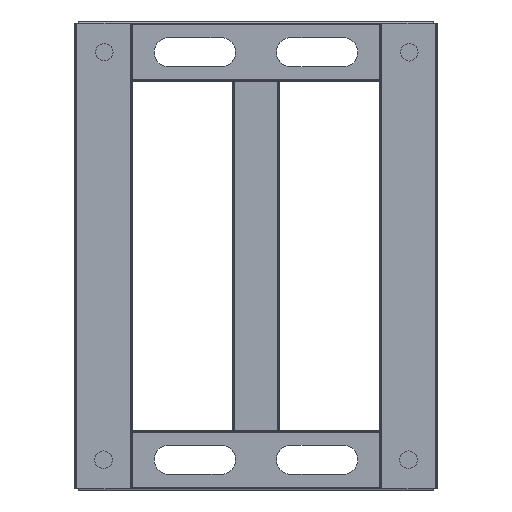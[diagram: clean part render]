
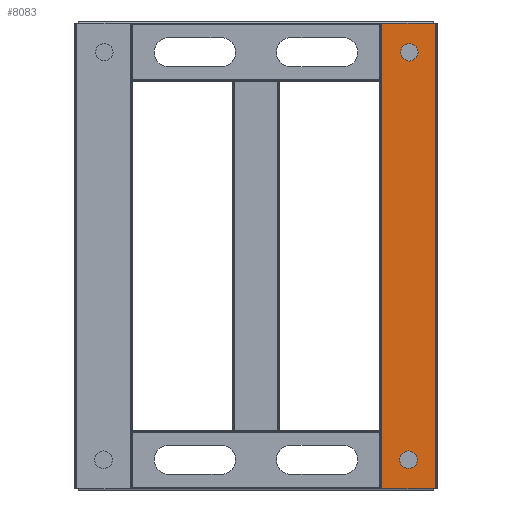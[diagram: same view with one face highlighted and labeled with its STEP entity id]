
A CAD part, front view. The second image highlights one B-rep face of the part: STEP entity #8083.
In plain terms, the highlighted planar face has unit normal (0, -1, 0).
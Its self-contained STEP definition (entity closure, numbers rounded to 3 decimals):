
#401 = ORIENTED_EDGE ( 'NONE', *, *, #18587, .F. ) ;
#511 = CARTESIAN_POINT ( 'NONE',  ( 257.924, -615.76, -759.707 ) ) ;
#1412 = LINE ( 'NONE', #78646, #23751 ) ;
#1929 = CARTESIAN_POINT ( 'NONE',  ( 252.305, -615.76, -750.024 ) ) ;
#2949 = DIRECTION ( 'NONE',  ( 0.502, 0., -0.865 ) ) ;
#3216 = CARTESIAN_POINT ( 'NONE',  ( 257.882, -615.76, -40.317 ) ) ;
#3480 = CARTESIAN_POINT ( 'NONE',  ( 308., -615.76, 0. ) ) ;
#3529 = VECTOR ( 'NONE', #73195, 1000. ) ;
#4768 = CARTESIAN_POINT ( 'NONE',  ( 608.661, -615.76, -625.545 ) ) ;
#4907 = DIRECTION ( 'NONE',  ( -1., 0., -0.002 ) ) ;
#5422 = DIRECTION ( 'NONE',  ( -1., 0., -0.002 ) ) ;
#7727 = VECTOR ( 'NONE', #5422, 1000. ) ;
#7832 = VECTOR ( 'NONE', #89292, 1000. ) ;
#8083 = ADVANCED_FACE ( 'NONE', ( #43865, #86014, #63595 ), #86635, .T. ) ;
#8622 = ORIENTED_EDGE ( 'NONE', *, *, #101877, .T. ) ;
#8656 = VERTEX_POINT ( 'NONE', #1929 ) ;
#8757 = VECTOR ( 'NONE', #4907, 1000. ) ;
#9673 = LINE ( 'NONE', #21602, #26743 ) ;
#10344 = ORIENTED_EDGE ( 'NONE', *, *, #49511, .F. ) ;
#10498 = DIRECTION ( 'NONE',  ( 1., 0., 0.002 ) ) ;
#12548 = ORIENTED_EDGE ( 'NONE', *, *, #18209, .F. ) ;
#13812 = CARTESIAN_POINT ( 'NONE',  ( 216., -615.76, -800. ) ) ;
#13912 = AXIS2_PLACEMENT_3D ( 'NONE', #61543, #19666, #78494 ) ;
#14380 = CARTESIAN_POINT ( 'NONE',  ( 308., -615.76, 0. ) ) ;
#15376 = VERTEX_POINT ( 'NONE', #104574 ) ;
#16726 = VECTOR ( 'NONE', #82929, 1000. ) ;
#17630 = CARTESIAN_POINT ( 'NONE',  ( 257.882, -615.76, -740.317 ) ) ;
#18209 = EDGE_CURVE ( 'NONE', #95050, #106775, #72132, .T. ) ;
#18247 = EDGE_LOOP ( 'NONE', ( #51078, #74470, #50178, #8622 ) ) ;
#18587 = EDGE_CURVE ( 'NONE', #65281, #50015, #54609, .T. ) ;
#19666 = DIRECTION ( 'NONE',  ( 0., -1., 0. ) ) ;
#21602 = CARTESIAN_POINT ( 'NONE',  ( -57.81, -615.76, -589.852 ) ) ;
#22255 = DIRECTION ( 'NONE',  ( 0., 0., 1. ) ) ;
#23314 = CARTESIAN_POINT ( 'NONE',  ( 288.027, -615.76, -811.589 ) ) ;
#23751 = VECTOR ( 'NONE', #2949, 1000. ) ;
#24406 = ORIENTED_EDGE ( 'NONE', *, *, #77560, .F. ) ;
#24496 = VERTEX_POINT ( 'NONE', #3216 ) ;
#25657 = VERTEX_POINT ( 'NONE', #65952 ) ;
#26268 = CARTESIAN_POINT ( 'NONE',  ( 308., -615.76, -800. ) ) ;
#26743 = VECTOR ( 'NONE', #97422, 1000. ) ;
#28229 = ORIENTED_EDGE ( 'NONE', *, *, #95501, .F. ) ;
#30402 = CARTESIAN_POINT ( 'NONE',  ( 261.352, -615.76, -773.202 ) ) ;
#31775 = DIRECTION ( 'NONE',  ( 0.502, 0., -0.865 ) ) ;
#32260 = VECTOR ( 'NONE', #34723, 1000. ) ;
#32553 = VECTOR ( 'NONE', #22255, 1000. ) ;
#34723 = DIRECTION ( 'NONE',  ( 0., 0., 1. ) ) ;
#35305 = LINE ( 'NONE', #4768, #94598 ) ;
#36666 = VECTOR ( 'NONE', #101635, 1000. ) ;
#38587 = VECTOR ( 'NONE', #95887, 1000. ) ;
#40086 = VECTOR ( 'NONE', #81869, 1000. ) ;
#42338 = CARTESIAN_POINT ( 'NONE',  ( 269.076, -615.76, -40.293 ) ) ;
#42709 = LINE ( 'NONE', #73384, #40086 ) ;
#43095 = EDGE_CURVE ( 'NONE', #51556, #95446, #35305, .T. ) ;
#43865 = FACE_BOUND ( 'NONE', #103724, .T. ) ;
#45620 = ORIENTED_EDGE ( 'NONE', *, *, #53339, .F. ) ;
#46153 = CARTESIAN_POINT ( 'NONE',  ( 252.305, -615.76, -50.024 ) ) ;
#46991 = EDGE_CURVE ( 'NONE', #69956, #25657, #67933, .T. ) ;
#49511 = EDGE_CURVE ( 'NONE', #24496, #69528, #9673, .T. ) ;
#50015 = VERTEX_POINT ( 'NONE', #61529 ) ;
#50178 = ORIENTED_EDGE ( 'NONE', *, *, #64000, .F. ) ;
#50420 = EDGE_CURVE ( 'NONE', #91472, #25657, #94491, .T. ) ;
#50680 = CARTESIAN_POINT ( 'NONE',  ( -40.998, -615.76, -599.511 ) ) ;
#51021 = DIRECTION ( 'NONE',  ( 0.498, 0., 0.867 ) ) ;
#51078 = ORIENTED_EDGE ( 'NONE', *, *, #46991, .T. ) ;
#51170 = VERTEX_POINT ( 'NONE', #82768 ) ;
#51556 = VERTEX_POINT ( 'NONE', #54729 ) ;
#53339 = EDGE_CURVE ( 'NONE', #8656, #65281, #66012, .T. ) ;
#54609 = LINE ( 'NONE', #94756, #74302 ) ;
#54641 = LINE ( 'NONE', #26268, #32260 ) ;
#54729 = CARTESIAN_POINT ( 'NONE',  ( 274.695, -615.76, -49.976 ) ) ;
#55098 = DIRECTION ( 'NONE',  ( -0.502, 0., 0.865 ) ) ;
#57370 = ORIENTED_EDGE ( 'NONE', *, *, #74433, .F. ) ;
#58997 = LINE ( 'NONE', #84672, #36666 ) ;
#60921 = LINE ( 'NONE', #104008, #38587 ) ;
#61529 = CARTESIAN_POINT ( 'NONE',  ( 269.118, -615.76, -759.683 ) ) ;
#61543 = CARTESIAN_POINT ( 'NONE',  ( 308., -615.76, -800. ) ) ;
#63275 = VECTOR ( 'NONE', #51021, 1000. ) ;
#63595 = FACE_OUTER_BOUND ( 'NONE', #18247, .T. ) ;
#64000 = EDGE_CURVE ( 'NONE', #78393, #91472, #83881, .T. ) ;
#65281 = VERTEX_POINT ( 'NONE', #511 ) ;
#65952 = CARTESIAN_POINT ( 'NONE',  ( 216., -615.76, 0. ) ) ;
#66012 = LINE ( 'NONE', #23314, #105626 ) ;
#66975 = LINE ( 'NONE', #30402, #7832 ) ;
#67336 = EDGE_CURVE ( 'NONE', #51170, #51556, #108101, .T. ) ;
#67933 = LINE ( 'NONE', #14380, #3529 ) ;
#67977 = VERTEX_POINT ( 'NONE', #102091 ) ;
#69432 = ORIENTED_EDGE ( 'NONE', *, *, #72803, .F. ) ;
#69528 = VERTEX_POINT ( 'NONE', #46153 ) ;
#69956 = VERTEX_POINT ( 'NONE', #3480 ) ;
#72132 = LINE ( 'NONE', #106251, #7727 ) ;
#72803 = EDGE_CURVE ( 'NONE', #50015, #15376, #66975, .T. ) ;
#73195 = DIRECTION ( 'NONE',  ( -1., 0., 0. ) ) ;
#73384 = CARTESIAN_POINT ( 'NONE',  ( 304.798, -615.76, -801.858 ) ) ;
#74057 = CARTESIAN_POINT ( 'NONE',  ( 216., -615.76, -800. ) ) ;
#74302 = VECTOR ( 'NONE', #10498, 1000. ) ;
#74433 = EDGE_CURVE ( 'NONE', #15376, #95050, #42709, .T. ) ;
#74434 = CARTESIAN_POINT ( 'NONE',  ( 308., -615.76, -800. ) ) ;
#74470 = ORIENTED_EDGE ( 'NONE', *, *, #50420, .F. ) ;
#77053 = EDGE_LOOP ( 'NONE', ( #104046, #28229, #83256, #10344, #24406, #102694 ) ) ;
#77560 = EDGE_CURVE ( 'NONE', #95446, #24496, #100943, .T. ) ;
#78393 = VERTEX_POINT ( 'NONE', #101907 ) ;
#78494 = DIRECTION ( 'NONE',  ( 0., 0., -1. ) ) ;
#78646 = CARTESIAN_POINT ( 'NONE',  ( 591.89, -615.76, -635.277 ) ) ;
#81869 = DIRECTION ( 'NONE',  ( -0.502, 0., 0.865 ) ) ;
#82768 = CARTESIAN_POINT ( 'NONE',  ( 269.118, -615.76, -59.683 ) ) ;
#82929 = DIRECTION ( 'NONE',  ( -1., 0., 0. ) ) ;
#83256 = ORIENTED_EDGE ( 'NONE', *, *, #105186, .F. ) ;
#83881 = LINE ( 'NONE', #74434, #16726 ) ;
#84672 = CARTESIAN_POINT ( 'NONE',  ( 306.399, -615.76, -59.602 ) ) ;
#86014 = FACE_BOUND ( 'NONE', #77053, .T. ) ;
#86635 = PLANE ( 'NONE',  #13912 ) ;
#89292 = DIRECTION ( 'NONE',  ( 0.498, 0., 0.867 ) ) ;
#91472 = VERTEX_POINT ( 'NONE', #74057 ) ;
#94491 = LINE ( 'NONE', #13812, #32553 ) ;
#94598 = VECTOR ( 'NONE', #55098, 1000. ) ;
#94756 = CARTESIAN_POINT ( 'NONE',  ( 307.913, -615.76, -759.599 ) ) ;
#95050 = VERTEX_POINT ( 'NONE', #95104 ) ;
#95104 = CARTESIAN_POINT ( 'NONE',  ( 269.076, -615.76, -740.293 ) ) ;
#95446 = VERTEX_POINT ( 'NONE', #42338 ) ;
#95501 = EDGE_CURVE ( 'NONE', #67977, #51170, #58997, .T. ) ;
#95887 = DIRECTION ( 'NONE',  ( -0.498, 0., -0.867 ) ) ;
#97422 = DIRECTION ( 'NONE',  ( -0.498, 0., -0.867 ) ) ;
#98414 = EDGE_CURVE ( 'NONE', #106775, #8656, #60921, .T. ) ;
#100943 = LINE ( 'NONE', #105750, #8757 ) ;
#101635 = DIRECTION ( 'NONE',  ( 1., 0., 0.002 ) ) ;
#101877 = EDGE_CURVE ( 'NONE', #78393, #69956, #54641, .T. ) ;
#101907 = CARTESIAN_POINT ( 'NONE',  ( 308., -615.76, -800. ) ) ;
#102091 = CARTESIAN_POINT ( 'NONE',  ( 257.924, -615.76, -59.707 ) ) ;
#102567 = ORIENTED_EDGE ( 'NONE', *, *, #98414, .F. ) ;
#102694 = ORIENTED_EDGE ( 'NONE', *, *, #43095, .F. ) ;
#103724 = EDGE_LOOP ( 'NONE', ( #69432, #401, #45620, #102567, #12548, #57370 ) ) ;
#104008 = CARTESIAN_POINT ( 'NONE',  ( 244.539, -615.76, -763.543 ) ) ;
#104046 = ORIENTED_EDGE ( 'NONE', *, *, #67336, .F. ) ;
#104574 = CARTESIAN_POINT ( 'NONE',  ( 274.695, -615.76, -749.976 ) ) ;
#105186 = EDGE_CURVE ( 'NONE', #69528, #67977, #1412, .T. ) ;
#105626 = VECTOR ( 'NONE', #31775, 1000. ) ;
#105750 = CARTESIAN_POINT ( 'NONE',  ( 306.357, -615.76, -40.213 ) ) ;
#106251 = CARTESIAN_POINT ( 'NONE',  ( 307.871, -615.76, -740.209 ) ) ;
#106775 = VERTEX_POINT ( 'NONE', #17630 ) ;
#108101 = LINE ( 'NONE', #50680, #63275 ) ;
